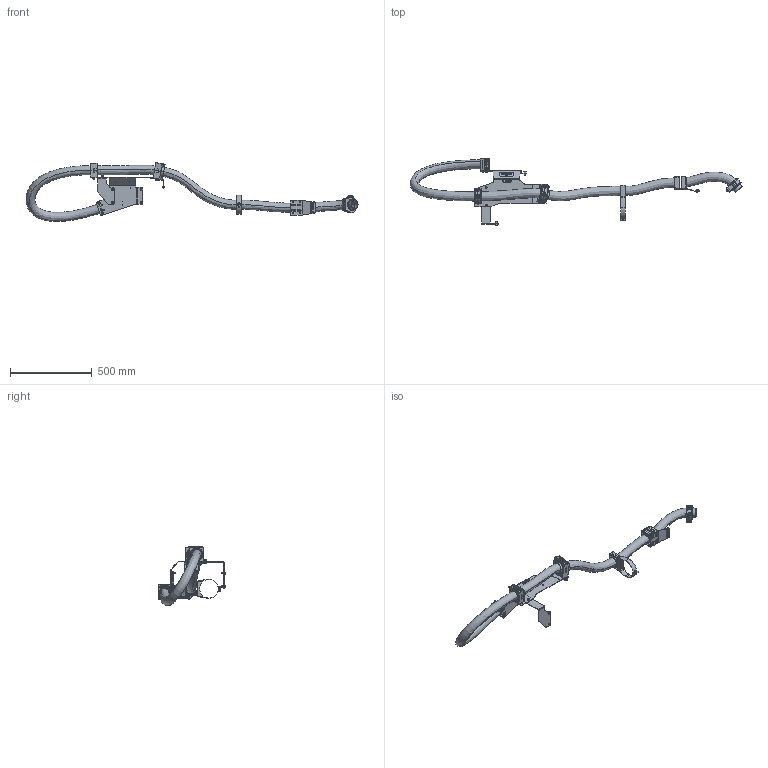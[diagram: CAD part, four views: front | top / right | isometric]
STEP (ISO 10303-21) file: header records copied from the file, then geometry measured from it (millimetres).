
FILE_DESCRIPTION (( 'STEP AP203' ), '1' );
FILE_NAME ('P2171-1.STEP', '2021-03-16T11:28:33', ( '' ), ( '' ), 'SwSTEP 2.0', 'SolidWorks 2019', '' );
FILE_SCHEMA (( 'CONFIG_CONTROL_DESIGN' ));
Products named in the file (1): P2171-1
Bounding box: 2034.66 x 408.5 x 360.69 mm (x, y, z)
Volume: 2750979.5 mm3; surface area: 1600319.7 mm2
Topology: 70 solids, 70 shells, 4841 faces, 12401 edges, 7779 vertices
Faces by surface type: plane 1906, cylinder 1435, bspline 995, torus 222, cone 175, sphere 108
Entity records: 257853 total; most frequent: CARTESIAN_POINT 146593, ORIENTED_EDGE 24446, DIRECTION 21064, EDGE_CURVE 12223, VERTEX_POINT 7767, AXIS2_PLACEMENT_3D 7436, LINE 6192, VECTOR 6192
